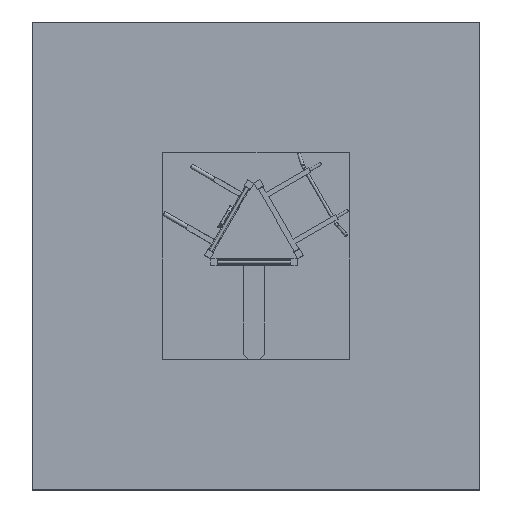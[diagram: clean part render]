
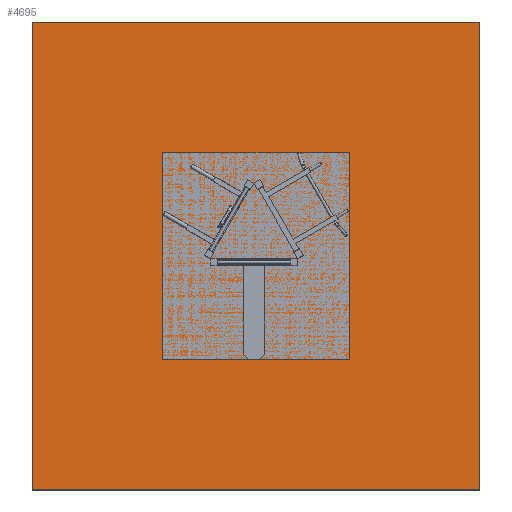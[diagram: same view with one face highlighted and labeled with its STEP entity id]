
A CAD part, top view. The second image highlights one B-rep face of the part: STEP entity #4695.
In plain terms, the highlighted planar face has unit normal (0, 0, 1).
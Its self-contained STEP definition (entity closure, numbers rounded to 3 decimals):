
#664=FACE_OUTER_BOUND('',#981,.T.);
#981=EDGE_LOOP('',(#4240,#4241,#4242,#4243));
#1434=LINE('',#7958,#1895);
#1437=LINE('',#7964,#1898);
#1440=LINE('',#7970,#1901);
#1443=LINE('',#7974,#1904);
#1895=VECTOR('',#6611,10.);
#1898=VECTOR('',#6616,10.);
#1901=VECTOR('',#6621,10.);
#1904=VECTOR('',#6626,10.);
#2307=VERTEX_POINT('',#7955);
#2308=VERTEX_POINT('',#7957);
#2310=VERTEX_POINT('',#7963);
#2312=VERTEX_POINT('',#7969);
#2948=EDGE_CURVE('',#2308,#2307,#1434,.T.);
#2951=EDGE_CURVE('',#2310,#2308,#1437,.T.);
#2954=EDGE_CURVE('',#2312,#2310,#1440,.T.);
#2957=EDGE_CURVE('',#2307,#2312,#1443,.T.);
#4240=ORIENTED_EDGE('',*,*,#2957,.T.);
#4241=ORIENTED_EDGE('',*,*,#2954,.T.);
#4242=ORIENTED_EDGE('',*,*,#2951,.T.);
#4243=ORIENTED_EDGE('',*,*,#2948,.T.);
#4418=PLANE('',#5229);
#4695=ADVANCED_FACE('',(#664),#4418,.T.);
#5229=AXIS2_PLACEMENT_3D('',#7975,#6627,#6628);
#6611=DIRECTION('',(-1.,0.,0.));
#6616=DIRECTION('',(0.,1.,0.));
#6621=DIRECTION('',(1.,0.,0.));
#6626=DIRECTION('',(0.,-1.,0.));
#6627=DIRECTION('center_axis',(0.,0.,1.));
#6628=DIRECTION('ref_axis',(1.,0.,0.));
#7955=CARTESIAN_POINT('',(-2043.627,2799.364,0.));
#7957=CARTESIAN_POINT('',(3092.581,2799.364,0.));
#7958=CARTESIAN_POINT('',(3092.581,2799.364,0.));
#7963=CARTESIAN_POINT('',(3092.581,-2571.146,0.));
#7964=CARTESIAN_POINT('',(3092.581,1094.854,0.));
#7969=CARTESIAN_POINT('',(-2043.627,-2571.146,0.));
#7970=CARTESIAN_POINT('',(956.373,-2571.146,0.));
#7974=CARTESIAN_POINT('',(-2043.627,2868.364,0.));
#7975=CARTESIAN_POINT('Origin',(1989.477,1964.609,0.));
